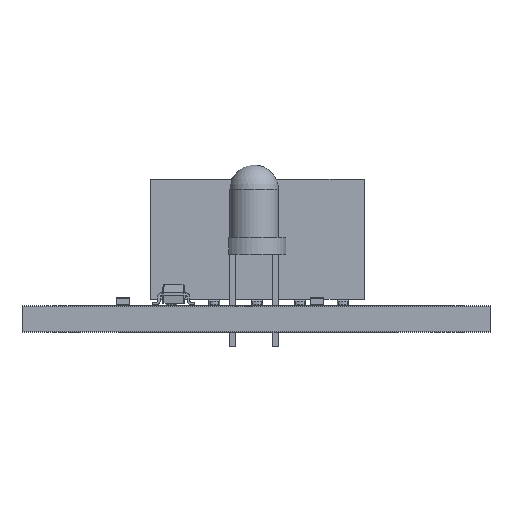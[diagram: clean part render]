
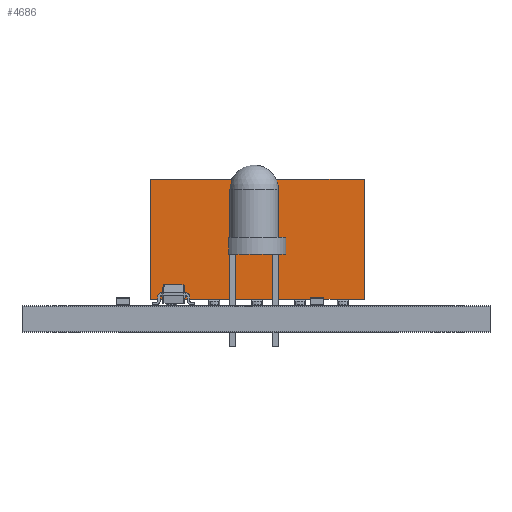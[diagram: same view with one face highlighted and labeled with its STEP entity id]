
A CAD part, front view. The second image highlights one B-rep face of the part: STEP entity #4686.
In plain terms, the highlighted face is planar.
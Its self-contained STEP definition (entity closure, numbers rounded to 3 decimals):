
#3463 = VERTEX_POINT('',#3464);
#3464 = CARTESIAN_POINT('',(-2.54,-6.35,0.32));
#3472 = EDGE_CURVE('',#3463,#3473,#3475,.T.);
#3473 = VERTEX_POINT('',#3474);
#3474 = CARTESIAN_POINT('',(-2.54,-6.35,7.47));
#3475 = LINE('',#3476,#3477);
#3476 = CARTESIAN_POINT('',(-2.54,-6.35,0.32));
#3477 = VECTOR('',#3478,1.);
#3478 = DIRECTION('',(0.,0.,1.));
#3535 = VERTEX_POINT('',#3536);
#3536 = CARTESIAN_POINT('',(-2.54,6.35,7.47));
#3542 = EDGE_CURVE('',#3543,#3535,#3545,.T.);
#3543 = VERTEX_POINT('',#3544);
#3544 = CARTESIAN_POINT('',(-2.54,6.35,0.32));
#3545 = LINE('',#3546,#3547);
#3546 = CARTESIAN_POINT('',(-2.54,6.35,0.32));
#3547 = VECTOR('',#3548,1.);
#3548 = DIRECTION('',(0.,0.,1.));
#3607 = EDGE_CURVE('',#3535,#3473,#3608,.T.);
#3608 = LINE('',#3609,#3610);
#3609 = CARTESIAN_POINT('',(-2.54,6.35,7.47));
#3610 = VECTOR('',#3611,1.);
#3611 = DIRECTION('',(0.,-1.,0.));
#3970 = EDGE_CURVE('',#3543,#3463,#3971,.T.);
#3971 = LINE('',#3972,#3973);
#3972 = CARTESIAN_POINT('',(-2.54,6.35,0.32));
#3973 = VECTOR('',#3974,1.);
#3974 = DIRECTION('',(0.,-1.,0.));
#4686 = ADVANCED_FACE('',(#4687),#4693,.F.);
#4687 = FACE_BOUND('',#4688,.F.);
#4688 = EDGE_LOOP('',(#4689,#4690,#4691,#4692));
#4689 = ORIENTED_EDGE('',*,*,#3542,.T.);
#4690 = ORIENTED_EDGE('',*,*,#3607,.T.);
#4691 = ORIENTED_EDGE('',*,*,#3472,.F.);
#4692 = ORIENTED_EDGE('',*,*,#3970,.F.);
#4693 = PLANE('',#4694);
#4694 = AXIS2_PLACEMENT_3D('',#4695,#4696,#4697);
#4695 = CARTESIAN_POINT('',(-2.54,6.35,0.32));
#4696 = DIRECTION('',(1.,0.,0.));
#4697 = DIRECTION('',(0.,-1.,0.));
